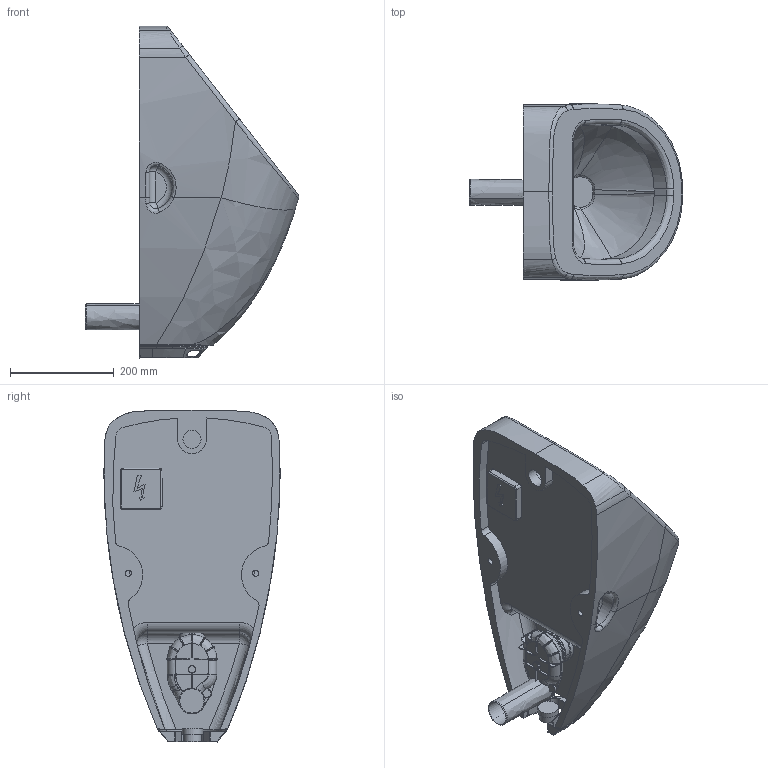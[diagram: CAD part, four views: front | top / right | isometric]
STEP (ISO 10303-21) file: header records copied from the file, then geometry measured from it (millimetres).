
FILE_DESCRIPTION((''),'2;1');
FILE_NAME('083037_1.stp','2013-06-19T15:24:50',('Administrator'),(''),'Autodesk Inventor 2011','Autodesk Inventor 2011','');
FILE_SCHEMA(('CONFIG_CONTROL_DESIGN'));
Length unit declared in the file: millimetre
Products named in the file (10): 083037_1; 083036; Urinal_Absaugesifon; Utronic Steuerrung schmal; 60.000.336R-; 00427; Blech Utronic schmal; Utronic schmal; Dichtung; UP Elektrodose
Assembly tree (9 placements, depth 4):
  083037_1
    083036
    Urinal_Absaugesifon
    Utronic Steuerrung schmal
      60.000.336R-
        00427
      Blech Utronic schmal
        Utronic schmal
      Dichtung
    UP Elektrodose
Bounding box: 410.32 x 339.01 x 638.97 mm (x, y, z)
Volume: 18381172.7 mm3; surface area: 1059342 mm2
Topology: 6 solids, 7 shells, 1572 faces, 4318 edges, 2726 vertices
Faces by surface type: plane 735, bspline 540, cylinder 202, torus 71, sphere 20, cone 4
Full cylindrical faces by diameter (mm): 12 x2, 15.952 x1, 18.245 x1, 19.94 x1, 21.535 x1, 23.829 x2, 27 x1, 30 x1, 30.09 x1, 34.305 x1, 35 x1, 37.317 x1, 39.931 x1, 41 x1, 46.515 x1, 50 x2
Entity records: 73125 total; most frequent: CARTESIAN_POINT 36398, ORIENTED_EDGE 8470, DIRECTION 6109, EDGE_CURVE 4235, VERTEX_POINT 2722, VECTOR 2297, LINE 2297, AXIS2_PLACEMENT_3D 1906
